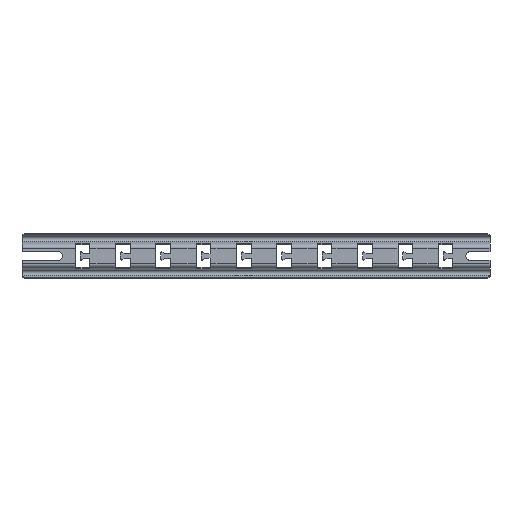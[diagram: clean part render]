
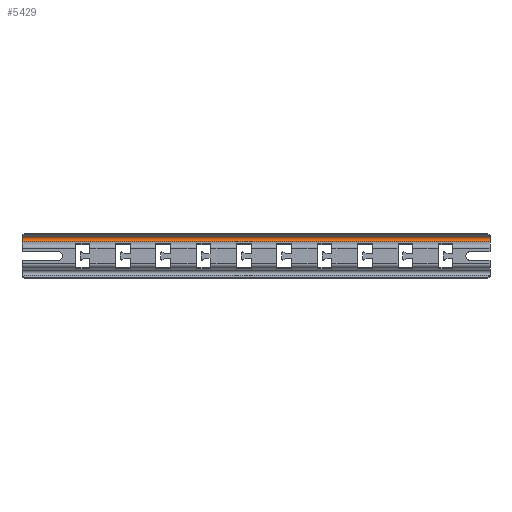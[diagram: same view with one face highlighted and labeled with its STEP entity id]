
A CAD part, front view. The second image highlights one B-rep face of the part: STEP entity #5429.
In plain terms, the highlighted cylindrical face has radius 3.5 mm (diameter 7 mm), a partial arc.
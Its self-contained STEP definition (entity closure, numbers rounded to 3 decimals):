
#101 = CARTESIAN_POINT ( 'NONE',  ( 580., 13.086, 24.131 ) ) ;
#157 = ORIENTED_EDGE ( 'NONE', *, *, #6974, .T. ) ;
#249 = VERTEX_POINT ( 'NONE', #7635 ) ;
#469 = EDGE_CURVE ( 'NONE', #902, #10459, #2543, .T. ) ;
#498 = VECTOR ( 'NONE', #7812, 1000. ) ;
#902 = VERTEX_POINT ( 'NONE', #6096 ) ;
#919 = EDGE_CURVE ( 'NONE', #10459, #249, #3872, .T. ) ;
#1152 = ORIENTED_EDGE ( 'NONE', *, *, #469, .F. ) ;
#1521 = DIRECTION ( 'NONE',  ( 1., 0., 0. ) ) ;
#1543 = CARTESIAN_POINT ( 'NONE',  ( 580., 13.086, 24.131 ) ) ;
#2281 = DIRECTION ( 'NONE',  ( 0., 0., -1. ) ) ;
#2378 = AXIS2_PLACEMENT_3D ( 'NONE', #8569, #4105, #6805 ) ;
#2543 = LINE ( 'NONE', #8704, #498 ) ;
#2596 = CYLINDRICAL_SURFACE ( 'NONE', #3020, 3.5 ) ;
#2722 = EDGE_LOOP ( 'NONE', ( #9690, #1152, #157, #8733 ) ) ;
#3020 = AXIS2_PLACEMENT_3D ( 'NONE', #9577, #5938, #3478 ) ;
#3478 = DIRECTION ( 'NONE',  ( 0., 0., 1. ) ) ;
#3872 = CIRCLE ( 'NONE', #2378, 3.5 ) ;
#4105 = DIRECTION ( 'NONE',  ( 1., 0., 0. ) ) ;
#4123 = AXIS2_PLACEMENT_3D ( 'NONE', #10426, #1521, #2281 ) ;
#5429 = ADVANCED_FACE ( 'NONE', ( #6934 ), #2596, .F. ) ;
#5938 = DIRECTION ( 'NONE',  ( -1., 0., 0. ) ) ;
#6096 = CARTESIAN_POINT ( 'NONE',  ( 580., 12.485, 17.635 ) ) ;
#6461 = CARTESIAN_POINT ( 'NONE',  ( 0., 12.485, 17.635 ) ) ;
#6805 = DIRECTION ( 'NONE',  ( 0., 0., -1. ) ) ;
#6934 = FACE_OUTER_BOUND ( 'NONE', #2722, .T. ) ;
#6974 = EDGE_CURVE ( 'NONE', #902, #10648, #9179, .T. ) ;
#7070 = DIRECTION ( 'NONE',  ( -1., 0., 0. ) ) ;
#7635 = CARTESIAN_POINT ( 'NONE',  ( 0., 13.086, 24.131 ) ) ;
#7812 = DIRECTION ( 'NONE',  ( -1., 0., 0. ) ) ;
#8569 = CARTESIAN_POINT ( 'NONE',  ( 0., 11.521, 21. ) ) ;
#8704 = CARTESIAN_POINT ( 'NONE',  ( 580., 12.485, 17.635 ) ) ;
#8733 = ORIENTED_EDGE ( 'NONE', *, *, #8737, .T. ) ;
#8737 = EDGE_CURVE ( 'NONE', #10648, #249, #8832, .T. ) ;
#8832 = LINE ( 'NONE', #101, #10695 ) ;
#9179 = CIRCLE ( 'NONE', #4123, 3.5 ) ;
#9577 = CARTESIAN_POINT ( 'NONE',  ( 580., 11.521, 21. ) ) ;
#9690 = ORIENTED_EDGE ( 'NONE', *, *, #919, .F. ) ;
#10426 = CARTESIAN_POINT ( 'NONE',  ( 580., 11.521, 21. ) ) ;
#10459 = VERTEX_POINT ( 'NONE', #6461 ) ;
#10648 = VERTEX_POINT ( 'NONE', #1543 ) ;
#10695 = VECTOR ( 'NONE', #7070, 1000. ) ;
